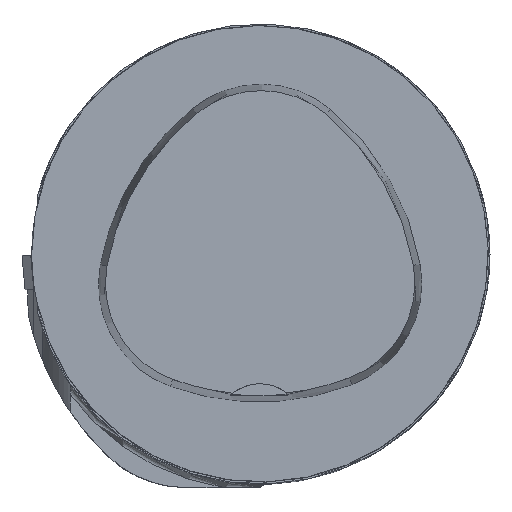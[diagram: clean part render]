
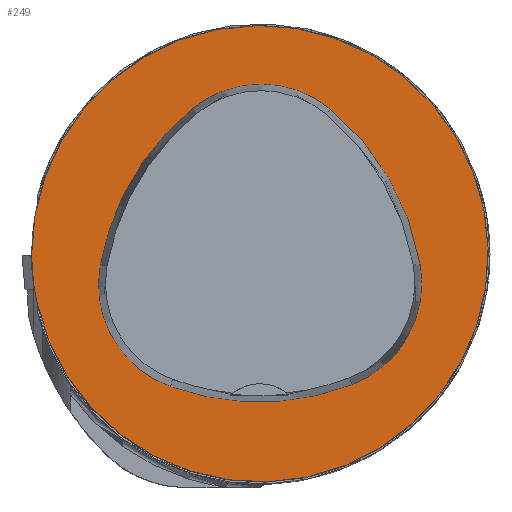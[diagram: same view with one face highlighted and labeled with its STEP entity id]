
A CAD part, top view. The second image highlights one B-rep face of the part: STEP entity #249.
In plain terms, the highlighted planar face has unit normal (0, 0, 1).
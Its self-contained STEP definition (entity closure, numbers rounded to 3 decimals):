
#131=PLANE('',#1408);
#249=ADVANCED_FACE('',(#476,#477),#131,.T.);
#476=FACE_BOUND('',#541,.T.);
#477=FACE_BOUND('',#542,.T.);
#541=EDGE_LOOP('',(#826,#827,#828,#829,#830,#831));
#542=EDGE_LOOP('',(#832));
#826=ORIENTED_EDGE('',*,*,#1165,.T.);
#827=ORIENTED_EDGE('',*,*,#1145,.T.);
#828=ORIENTED_EDGE('',*,*,#1149,.T.);
#829=ORIENTED_EDGE('',*,*,#1152,.T.);
#830=ORIENTED_EDGE('',*,*,#1155,.T.);
#831=ORIENTED_EDGE('',*,*,#1163,.T.);
#832=ORIENTED_EDGE('',*,*,#1052,.F.);
#939=VERTEX_POINT('',#1852);
#1005=VERTEX_POINT('',#2273);
#1006=VERTEX_POINT('',#2274);
#1009=VERTEX_POINT('',#2282);
#1011=VERTEX_POINT('',#2288);
#1013=VERTEX_POINT('',#2294);
#1020=VERTEX_POINT('',#2315);
#1052=EDGE_CURVE('',#939,#939,#1207,.T.);
#1145=EDGE_CURVE('',#1005,#1006,#1226,.T.);
#1149=EDGE_CURVE('',#1006,#1009,#1228,.T.);
#1152=EDGE_CURVE('',#1009,#1011,#1230,.T.);
#1155=EDGE_CURVE('',#1011,#1013,#1232,.T.);
#1163=EDGE_CURVE('',#1013,#1020,#1236,.T.);
#1165=EDGE_CURVE('',#1020,#1005,#1238,.T.);
#1207=CIRCLE('',#1321,31.5);
#1226=CIRCLE('',#1386,36.);
#1228=CIRCLE('',#1389,15.);
#1230=CIRCLE('',#1392,36.);
#1232=CIRCLE('',#1395,15.);
#1236=CIRCLE('',#1400,36.);
#1238=CIRCLE('',#1403,15.);
#1321=AXIS2_PLACEMENT_3D('',#1851,#1478,#1479);
#1386=AXIS2_PLACEMENT_3D('',#2272,#1649,#1650);
#1389=AXIS2_PLACEMENT_3D('',#2281,#1657,#1658);
#1392=AXIS2_PLACEMENT_3D('',#2287,#1664,#1665);
#1395=AXIS2_PLACEMENT_3D('',#2293,#1671,#1672);
#1400=AXIS2_PLACEMENT_3D('',#2316,#1683,#1684);
#1403=AXIS2_PLACEMENT_3D('',#2319,#1689,#1690);
#1408=AXIS2_PLACEMENT_3D('',#2324,#1699,#1700);
#1478=DIRECTION('',(0.,0.,-1.));
#1479=DIRECTION('',(-1.,0.,0.));
#1649=DIRECTION('',(0.,0.,-1.));
#1650=DIRECTION('',(-1.,0.,0.));
#1657=DIRECTION('',(0.,0.,-1.));
#1658=DIRECTION('',(-1.,0.,0.));
#1664=DIRECTION('',(0.,0.,-1.));
#1665=DIRECTION('',(-1.,0.,0.));
#1671=DIRECTION('',(0.,0.,-1.));
#1672=DIRECTION('',(-1.,0.,0.));
#1683=DIRECTION('',(0.,0.,-1.));
#1684=DIRECTION('',(-1.,0.,0.));
#1689=DIRECTION('',(0.,0.,-1.));
#1690=DIRECTION('',(-1.,0.,0.));
#1699=DIRECTION('',(0.,0.,1.));
#1700=DIRECTION('',(1.,0.,0.));
#1851=CARTESIAN_POINT('',(0.,0.,0.));
#1852=CARTESIAN_POINT('',(-31.5,0.,0.));
#2272=CARTESIAN_POINT('',(13.398,-7.893,0.));
#2273=CARTESIAN_POINT('',(-22.041,-1.562,0.));
#2274=CARTESIAN_POINT('',(-9.317,20.036,0.));
#2281=CARTESIAN_POINT('',(0.148,8.399,0.));
#2282=CARTESIAN_POINT('',(9.779,19.898,0.));
#2287=CARTESIAN_POINT('',(-13.337,-7.7,0.));
#2288=CARTESIAN_POINT('',(22.122,-1.48,0.));
#2293=CARTESIAN_POINT('',(7.347,-4.071,0.));
#2294=CARTESIAN_POINT('',(12.693,-18.087,0.));
#2315=CARTESIAN_POINT('',(-12.373,-18.307,0.));
#2316=CARTESIAN_POINT('',(-0.137,15.55,0.));
#2319=CARTESIAN_POINT('',(-7.275,-4.2,0.));
#2324=CARTESIAN_POINT('',(0.,0.,0.));
